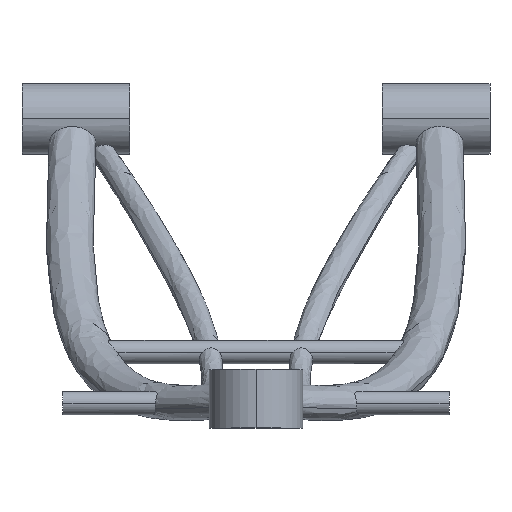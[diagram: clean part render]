
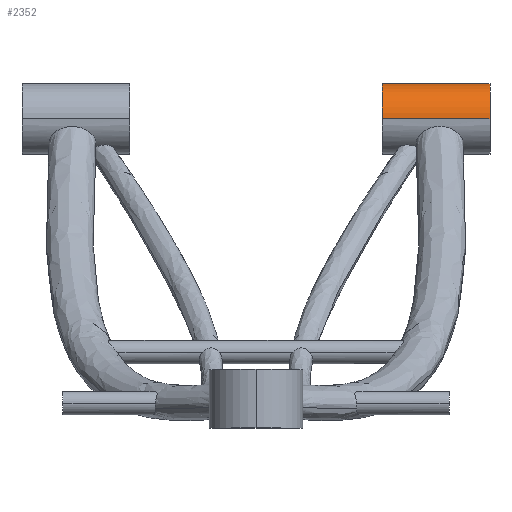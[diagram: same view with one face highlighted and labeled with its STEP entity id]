
A CAD part, top view. The second image highlights one B-rep face of the part: STEP entity #2352.
In plain terms, the highlighted cylindrical face has radius 19.05 mm (diameter 38.1 mm), a partial arc.
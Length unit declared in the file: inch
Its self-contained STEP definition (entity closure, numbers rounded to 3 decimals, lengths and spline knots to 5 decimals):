
#72 = FACE_OUTER_BOUND ( 'NONE', #3473, .T. ) ;
#526 = LINE ( 'NONE', #3147, #2309 ) ;
#625 = CIRCLE ( 'NONE', #4208, 0.75 ) ;
#885 = VERTEX_POINT ( 'NONE', #3678 ) ;
#994 = ORIENTED_EDGE ( 'NONE', *, *, #2775, .T. ) ;
#1024 = VECTOR ( 'NONE', #4048, 39.37008 ) ;
#1069 = LINE ( 'NONE', #1440, #1024 ) ;
#1194 = CARTESIAN_POINT ( 'NONE',  ( 5., 6., -12.1423 ) ) ;
#1219 = CARTESIAN_POINT ( 'NONE',  ( 5., 6., -11.3923 ) ) ;
#1440 = CARTESIAN_POINT ( 'NONE',  ( 5., 6., -10.6423 ) ) ;
#1481 = EDGE_CURVE ( 'NONE', #2710, #3143, #1069, .T. ) ;
#1504 = CARTESIAN_POINT ( 'NONE',  ( 2.7, 6., -10.6423 ) ) ;
#1542 = DIRECTION ( 'NONE',  ( -1., 0., 0. ) ) ;
#2033 = AXIS2_PLACEMENT_3D ( 'NONE', #2101, #2119, #3575 ) ;
#2101 = CARTESIAN_POINT ( 'NONE',  ( 5., 6., -11.3923 ) ) ;
#2119 = DIRECTION ( 'NONE',  ( -1., 0., 0. ) ) ;
#2148 = ORIENTED_EDGE ( 'NONE', *, *, #3362, .F. ) ;
#2199 = ORIENTED_EDGE ( 'NONE', *, *, #1481, .F. ) ;
#2231 = DIRECTION ( 'NONE',  ( 0., 0., -1. ) ) ;
#2309 = VECTOR ( 'NONE', #1542, 39.37008 ) ;
#2352 = ADVANCED_FACE ( 'NONE', ( #72 ), #2759, .T. ) ;
#2367 = DIRECTION ( 'NONE',  ( -1., 0., 0. ) ) ;
#2429 = CARTESIAN_POINT ( 'NONE',  ( 5., 6., -10.6423 ) ) ;
#2449 = CARTESIAN_POINT ( 'NONE',  ( 2.7, 6., -11.3923 ) ) ;
#2710 = VERTEX_POINT ( 'NONE', #2429 ) ;
#2721 = EDGE_CURVE ( 'NONE', #3143, #885, #625, .T. ) ;
#2747 = CIRCLE ( 'NONE', #2885, 0.75 ) ;
#2759 = CYLINDRICAL_SURFACE ( 'NONE', #2033, 0.75 ) ;
#2775 = EDGE_CURVE ( 'NONE', #4305, #885, #526, .T. ) ;
#2885 = AXIS2_PLACEMENT_3D ( 'NONE', #1219, #4268, #2231 ) ;
#3143 = VERTEX_POINT ( 'NONE', #1504 ) ;
#3147 = CARTESIAN_POINT ( 'NONE',  ( 5., 6., -12.1423 ) ) ;
#3362 = EDGE_CURVE ( 'NONE', #4305, #2710, #2747, .T. ) ;
#3473 = EDGE_LOOP ( 'NONE', ( #2148, #994, #3851, #2199 ) ) ;
#3575 = DIRECTION ( 'NONE',  ( 0., 0., 1. ) ) ;
#3678 = CARTESIAN_POINT ( 'NONE',  ( 2.7, 6., -12.1423 ) ) ;
#3802 = DIRECTION ( 'NONE',  ( 0., 0., 1. ) ) ;
#3851 = ORIENTED_EDGE ( 'NONE', *, *, #2721, .F. ) ;
#4048 = DIRECTION ( 'NONE',  ( -1., 0., 0. ) ) ;
#4208 = AXIS2_PLACEMENT_3D ( 'NONE', #2449, #2367, #3802 ) ;
#4268 = DIRECTION ( 'NONE',  ( 1., 0., 0. ) ) ;
#4305 = VERTEX_POINT ( 'NONE', #1194 ) ;
